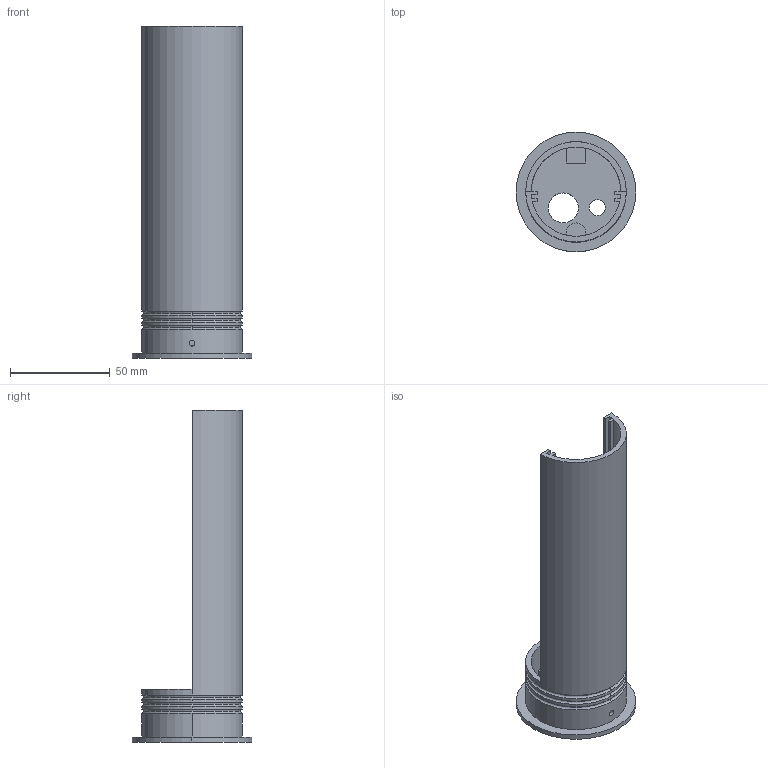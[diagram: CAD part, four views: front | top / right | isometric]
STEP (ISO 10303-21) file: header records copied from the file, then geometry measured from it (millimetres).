
FILE_DESCRIPTION(('CATIA V5 STEP Exchange'),'2;1');
FILE_NAME('Water_Sensor_Component_holder(ph_TDS).stp','2022-05-03T19:00:45+00:00',('none'),('none'),'CATIA Version 5-6 Release 2017','CATIA V5 STEP AP203','none');
FILE_SCHEMA(('CONFIG_CONTROL_DESIGN'));
Length unit declared in the file: millimetre
Products named in the file (1): Water_Sensor_Component_holder
Bounding box: 60 x 60 x 166.5 mm (x, y, z)
Volume: 48193.5 mm3; surface area: 39642.2 mm2
Topology: 1 solids, 1 shells, 82 faces, 217 edges, 142 vertices
Faces by surface type: plane 42, cylinder 28, torus 12
Entity records: 2348 total; most frequent: ORIENTED_EDGE 434, CARTESIAN_POINT 432, DIRECTION 293, EDGE_CURVE 217, VERTEX_POINT 142, AXIS2_PLACEMENT_3D 127, VECTOR 127, LINE 127
